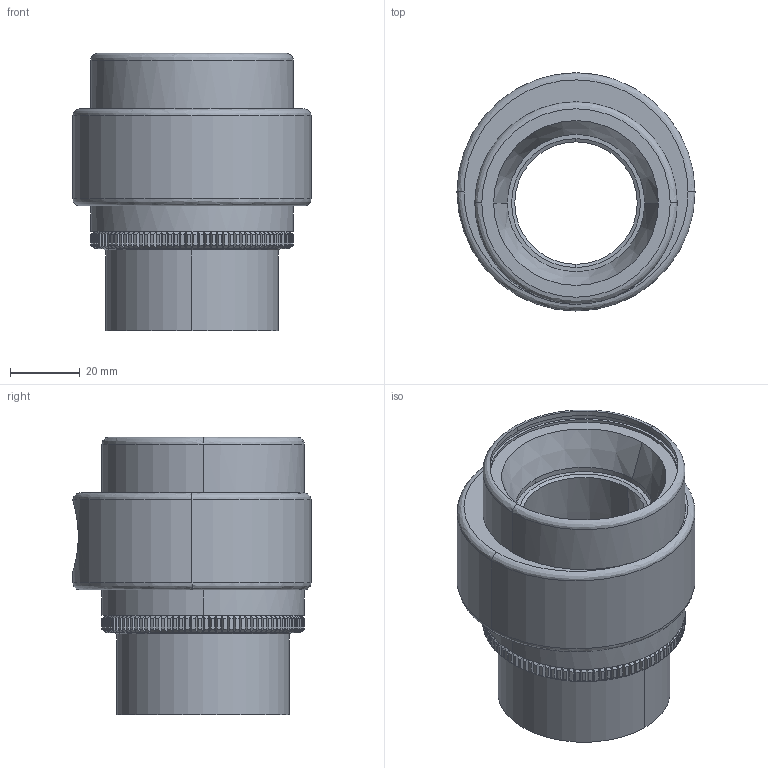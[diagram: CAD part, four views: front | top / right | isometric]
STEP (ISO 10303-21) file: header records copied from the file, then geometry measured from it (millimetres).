
FILE_DESCRIPTION (( 'STEP AP203' ), '1' );
FILE_NAME ('AM35A-3D.STEP', '2015-02-09T08:56:03', ( '' ), ( '' ), 'SwSTEP 2.0', 'SolidWorks 2014', '' );
FILE_SCHEMA (( 'CONFIG_CONTROL_DESIGN' ));
Length unit declared in the file: millimetre
Products named in the file (1): AM35A-3D
Bounding box: 68.2 x 68.2 x 79.6 mm (x, y, z)
Volume: 97484.1 mm3; surface area: 45267.8 mm2
Topology: 3 solids, 3 shells, 386 faces, 1084 edges, 714 vertices
Faces by surface type: plane 218, cylinder 132, cone 22, bspline 14
Entity records: 13528 total; most frequent: CARTESIAN_POINT 4082, ORIENTED_EDGE 2168, DIRECTION 1720, EDGE_CURVE 1084, VERTEX_POINT 714, AXIS2_PLACEMENT_3D 683, B_SPLINE_CURVE_WITH_KNOTS 408, EDGE_LOOP 404
